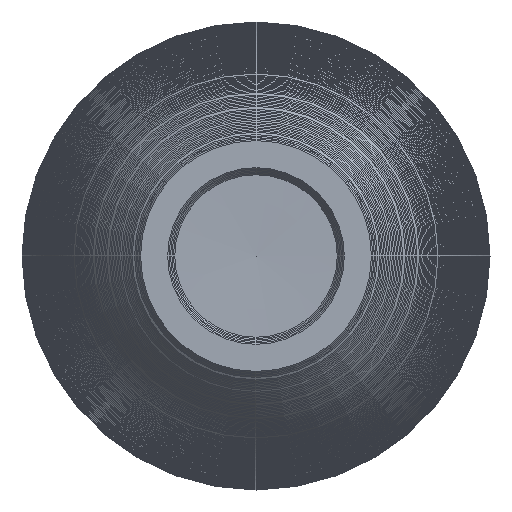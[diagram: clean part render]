
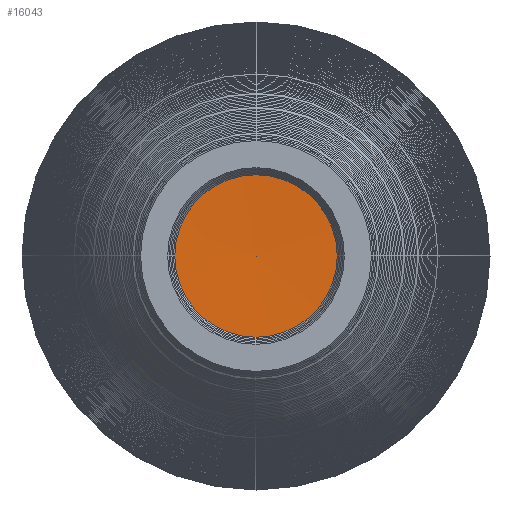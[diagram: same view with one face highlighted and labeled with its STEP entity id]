
A CAD part, front view. The second image highlights one B-rep face of the part: STEP entity #16043.
In plain terms, the highlighted conical face has half-angle 88.779 degrees and reference radius 0 mm.
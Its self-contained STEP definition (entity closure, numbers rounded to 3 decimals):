
#15954 = CONICAL_SURFACE('',#15955,14.749,0.689);
#15955 = AXIS2_PLACEMENT_3D('',#15956,#15957,#15958);
#15956 = CARTESIAN_POINT('',(0.,2.83,0.));
#15957 = DIRECTION('',(-0.,-1.,-0.));
#15958 = DIRECTION('',(1.,-0.,0.));
#15992 = EDGE_CURVE('',#15993,#15993,#15995,.T.);
#15993 = VERTEX_POINT('',#15994);
#15994 = CARTESIAN_POINT('',(14.749,2.83,0.));
#15995 = SURFACE_CURVE('',#15996,(#16001,#16008),.PCURVE_S1.);
#15996 = CIRCLE('',#15997,14.749);
#15997 = AXIS2_PLACEMENT_3D('',#15998,#15999,#16000);
#15998 = CARTESIAN_POINT('',(0.,2.83,0.));
#15999 = DIRECTION('',(-0.,1.,0.));
#16000 = DIRECTION('',(1.,0.,0.));
#16001 = PCURVE('',#15954,#16002);
#16002 = DEFINITIONAL_REPRESENTATION('',(#16003),#16007);
#16003 = LINE('',#16004,#16005);
#16004 = CARTESIAN_POINT('',(-0.,0.));
#16005 = VECTOR('',#16006,1.);
#16006 = DIRECTION('',(-1.,0.));
#16007 = ( GEOMETRIC_REPRESENTATION_CONTEXT(2) 
PARAMETRIC_REPRESENTATION_CONTEXT() REPRESENTATION_CONTEXT('2D SPACE',''
  ) );
#16008 = PCURVE('',#16009,#16014);
#16009 = CONICAL_SURFACE('',#16010,0.,1.549);
#16010 = AXIS2_PLACEMENT_3D('',#16011,#16012,#16013);
#16011 = CARTESIAN_POINT('',(0.,3.145,0.));
#16012 = DIRECTION('',(-0.,-1.,-0.));
#16013 = DIRECTION('',(1.,-0.,0.));
#16014 = DEFINITIONAL_REPRESENTATION('',(#16015),#16019);
#16015 = LINE('',#16016,#16017);
#16016 = CARTESIAN_POINT('',(-0.,0.314));
#16017 = VECTOR('',#16018,1.);
#16018 = DIRECTION('',(-1.,0.));
#16019 = ( GEOMETRIC_REPRESENTATION_CONTEXT(2) 
PARAMETRIC_REPRESENTATION_CONTEXT() REPRESENTATION_CONTEXT('2D SPACE',''
  ) );
#16043 = ADVANCED_FACE('',(#16044),#16009,.F.);
#16044 = FACE_BOUND('',#16045,.T.);
#16045 = EDGE_LOOP('',(#16046,#16069,#16070));
#16046 = ORIENTED_EDGE('',*,*,#16047,.T.);
#16047 = EDGE_CURVE('',#16048,#15993,#16050,.T.);
#16048 = VERTEX_POINT('',#16049);
#16049 = CARTESIAN_POINT('',(0.,3.145,0.));
#16050 = SEAM_CURVE('',#16051,(#16055,#16062),.PCURVE_S1.);
#16051 = LINE('',#16052,#16053);
#16052 = CARTESIAN_POINT('',(0.,3.145,0.));
#16053 = VECTOR('',#16054,1.);
#16054 = DIRECTION('',(1.,-0.021,0.));
#16055 = PCURVE('',#16009,#16056);
#16056 = DEFINITIONAL_REPRESENTATION('',(#16057),#16061);
#16057 = LINE('',#16058,#16059);
#16058 = CARTESIAN_POINT('',(-0.,0.));
#16059 = VECTOR('',#16060,1.);
#16060 = DIRECTION('',(-0.,1.));
#16061 = ( GEOMETRIC_REPRESENTATION_CONTEXT(2) 
PARAMETRIC_REPRESENTATION_CONTEXT() REPRESENTATION_CONTEXT('2D SPACE',''
  ) );
#16062 = PCURVE('',#16009,#16063);
#16063 = DEFINITIONAL_REPRESENTATION('',(#16064),#16068);
#16064 = LINE('',#16065,#16066);
#16065 = CARTESIAN_POINT('',(-6.283,0.));
#16066 = VECTOR('',#16067,1.);
#16067 = DIRECTION('',(-0.,1.));
#16068 = ( GEOMETRIC_REPRESENTATION_CONTEXT(2) 
PARAMETRIC_REPRESENTATION_CONTEXT() REPRESENTATION_CONTEXT('2D SPACE',''
  ) );
#16069 = ORIENTED_EDGE('',*,*,#15992,.F.);
#16070 = ORIENTED_EDGE('',*,*,#16047,.F.);
